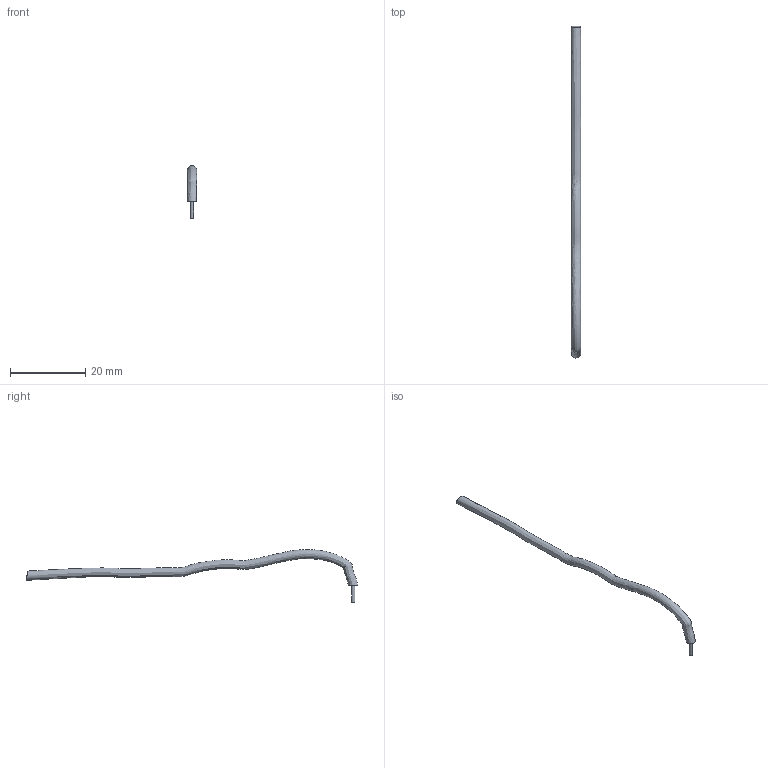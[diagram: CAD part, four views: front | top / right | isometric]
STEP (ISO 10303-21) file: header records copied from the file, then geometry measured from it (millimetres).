
FILE_DESCRIPTION(('FreeCAD Model'),'2;1');
FILE_NAME('Compound.step' ,'2020-02-14T16:01:18',('kicad StepUp'),('ksu MCAD'), 'Open CASCADE STEP processor 7.3','FreeCAD','Unknown');
FILE_SCHEMA(('CONFIG_CONTROL_DESIGN','SHAPE_APPEARANCE_LAYER_MIM'));
Length unit declared in the file: millimetre
Products named in the file (1): Compound
Bounding box: 2.5 x 88.11 x 14.01 mm (x, y, z)
Volume: 438.3 mm3; surface area: 732.2 mm2
Topology: 1 solids, 1 shells, 5 faces, 6 edges, 4 vertices
Faces by surface type: plane 3, bspline 1, cylinder 1
Full cylindrical faces by diameter (mm): 0.9 x1
Entity records: 2481 total; most frequent: CARTESIAN_POINT 2330, DIRECTION 15, ORIENTED_EDGE 12, AXIS2_PLACEMENT_3D 7, FACE_BOUND 6, EDGE_LOOP 6, EDGE_CURVE 6, ADVANCED_FACE 5
